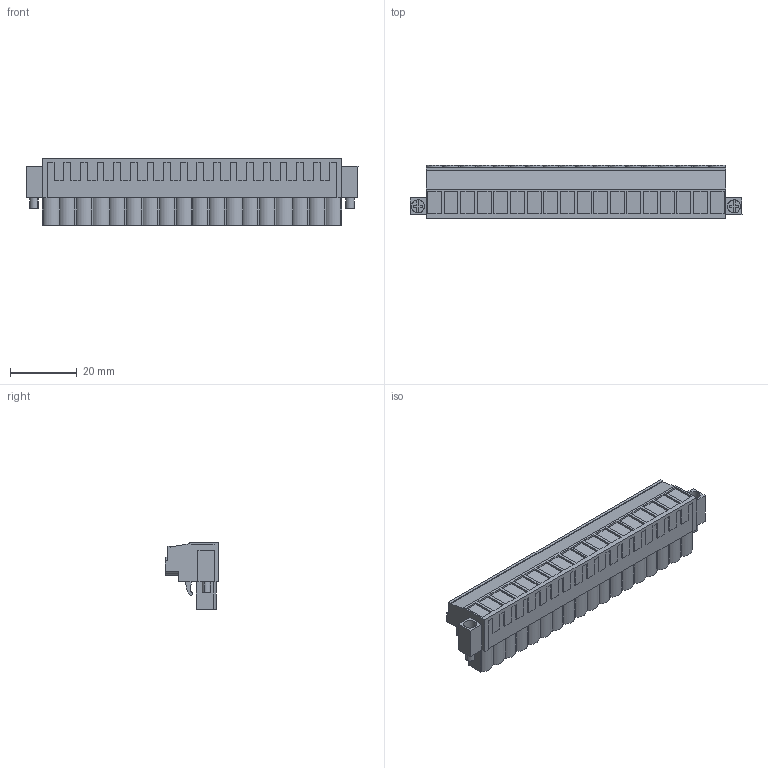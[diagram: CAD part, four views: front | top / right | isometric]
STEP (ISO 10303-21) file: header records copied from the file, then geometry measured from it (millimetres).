
FILE_DESCRIPTION(('CATIA V5 STEP Exchange','CAx-IF Rec.Pracs.--- Model Styling and Organization---1.2---2011-12-15'),'2;1');
FILE_NAME ('D1460338_0_1955640000_1955640000.stp','2017-05-31T12:23:03+00:00',('none'),('Weidmueller'),'CATIA Version 5-6 Release 2014','CATIA V5 STEP AP214','none');
FILE_SCHEMA(('AUTOMOTIVE_DESIGN { 1 0 10303 214 1 1 1 1 }'));
Length unit declared in the file: millimetre
Products named in the file (1): 1955640000
Bounding box: 99.8 x 16.1 x 20.1 mm (x, y, z)
Volume: 18255.9 mm3; surface area: 10238.9 mm2
Topology: 21 solids, 21 shells, 1184 faces, 3364 edges, 2298 vertices
Faces by surface type: plane 958, cylinder 226
Entity records: 36022 total; most frequent: CARTESIAN_POINT 6847, ORIENTED_EDGE 6728, DIRECTION 4807, EDGE_CURVE 3364, VECTOR 2796, LINE 2796, VERTEX_POINT 2298, EDGE_LOOP 1264
